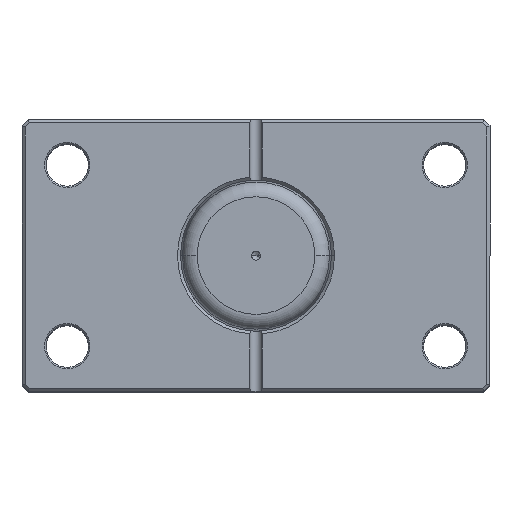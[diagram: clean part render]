
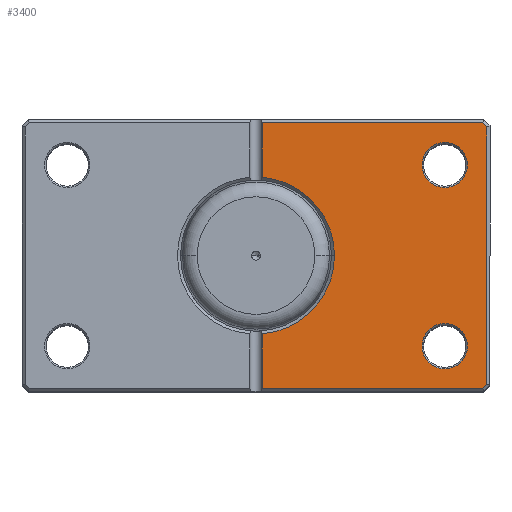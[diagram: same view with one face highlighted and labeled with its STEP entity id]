
A CAD part, top view. The second image highlights one B-rep face of the part: STEP entity #3400.
In plain terms, the highlighted face is planar.
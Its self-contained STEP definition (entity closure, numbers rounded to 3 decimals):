
#40 = VECTOR ( 'NONE', #460, 1000. ) ;
#74 = CARTESIAN_POINT ( 'NONE',  ( -2., 45., 0. ) ) ;
#203 = LINE ( 'NONE', #3898, #40 ) ;
#271 = CIRCLE ( 'NONE', #5450, 7.5 ) ;
#305 = VECTOR ( 'NONE', #4606, 1000. ) ;
#336 = EDGE_CURVE ( 'NONE', #5949, #742, #5454, .T. ) ;
#341 = AXIS2_PLACEMENT_3D ( 'NONE', #2292, #5620, #2787 ) ;
#460 = DIRECTION ( 'NONE',  ( 1., 0., 0. ) ) ;
#565 = DIRECTION ( 'NONE',  ( 0., -1., 0. ) ) ;
#600 = ORIENTED_EDGE ( 'NONE', *, *, #2199, .T. ) ;
#669 = CARTESIAN_POINT ( 'NONE',  ( -76.5, 42.586, 0. ) ) ;
#722 = LINE ( 'NONE', #5192, #5556 ) ;
#742 = VERTEX_POINT ( 'NONE', #669 ) ;
#770 = DIRECTION ( 'NONE',  ( 0., 0., 1. ) ) ;
#1178 = DIRECTION ( 'NONE',  ( -1., 0., 0. ) ) ;
#1227 = VECTOR ( 'NONE', #1178, 1000. ) ;
#1283 = ORIENTED_EDGE ( 'NONE', *, *, #1417, .T. ) ;
#1386 = LINE ( 'NONE', #4103, #1227 ) ;
#1417 = EDGE_CURVE ( 'NONE', #6180, #5868, #5820, .T. ) ;
#1446 = CARTESIAN_POINT ( 'NONE',  ( -62.5, 30., 0. ) ) ;
#1481 = EDGE_LOOP ( 'NONE', ( #4353, #2118 ) ) ;
#1496 = CARTESIAN_POINT ( 'NONE',  ( -2., -25.923, 0. ) ) ;
#1520 = CARTESIAN_POINT ( 'NONE',  ( -75.086, -44., 0. ) ) ;
#1525 = VERTEX_POINT ( 'NONE', #4326 ) ;
#1532 = FACE_OUTER_BOUND ( 'NONE', #3606, .T. ) ;
#1535 = ORIENTED_EDGE ( 'NONE', *, *, #5284, .T. ) ;
#1641 = CARTESIAN_POINT ( 'NONE',  ( -62.5, -30., 0. ) ) ;
#1675 = CARTESIAN_POINT ( 'NONE',  ( -2., 45., 0. ) ) ;
#1932 = DIRECTION ( 'NONE',  ( 1., 0., 0. ) ) ;
#1953 = CIRCLE ( 'NONE', #2886, 26. ) ;
#2016 = EDGE_CURVE ( 'NONE', #4337, #2740, #4497, .T. ) ;
#2074 = CARTESIAN_POINT ( 'NONE',  ( -62.5, -30., 0. ) ) ;
#2116 = DIRECTION ( 'NONE',  ( 1., 0., 0. ) ) ;
#2118 = ORIENTED_EDGE ( 'NONE', *, *, #2890, .T. ) ;
#2134 = CIRCLE ( 'NONE', #3157, 7.5 ) ;
#2199 = EDGE_CURVE ( 'NONE', #742, #2225, #4711, .T. ) ;
#2224 = ORIENTED_EDGE ( 'NONE', *, *, #3763, .T. ) ;
#2225 = VERTEX_POINT ( 'NONE', #2694 ) ;
#2292 = CARTESIAN_POINT ( 'NONE',  ( -62.5, 30., 0. ) ) ;
#2394 = ORIENTED_EDGE ( 'NONE', *, *, #3652, .T. ) ;
#2418 = VERTEX_POINT ( 'NONE', #3965 ) ;
#2427 = CARTESIAN_POINT ( 'NONE',  ( 0., 0., 0. ) ) ;
#2521 = VERTEX_POINT ( 'NONE', #5928 ) ;
#2558 = CARTESIAN_POINT ( 'NONE',  ( -55., 30., 0. ) ) ;
#2560 = DIRECTION ( 'NONE',  ( 1., 0., 0. ) ) ;
#2598 = EDGE_LOOP ( 'NONE', ( #2394, #4268 ) ) ;
#2607 = EDGE_CURVE ( 'NONE', #5868, #4131, #1386, .T. ) ;
#2643 = DIRECTION ( 'NONE',  ( 0., 0., 1. ) ) ;
#2694 = CARTESIAN_POINT ( 'NONE',  ( -75.086, 44., 0. ) ) ;
#2740 = VERTEX_POINT ( 'NONE', #4680 ) ;
#2787 = DIRECTION ( 'NONE',  ( 1., 0., 0. ) ) ;
#2823 = ORIENTED_EDGE ( 'NONE', *, *, #5203, .T. ) ;
#2886 = AXIS2_PLACEMENT_3D ( 'NONE', #3729, #770, #4210 ) ;
#2890 = EDGE_CURVE ( 'NONE', #4233, #6148, #2134, .T. ) ;
#2928 = DIRECTION ( 'NONE',  ( 0., 0., 1. ) ) ;
#3157 = AXIS2_PLACEMENT_3D ( 'NONE', #1446, #4823, #1932 ) ;
#3171 = DIRECTION ( 'NONE',  ( 0.707, 0.707, 0. ) ) ;
#3201 = ORIENTED_EDGE ( 'NONE', *, *, #2607, .T. ) ;
#3248 = AXIS2_PLACEMENT_3D ( 'NONE', #2427, #2928, #6266 ) ;
#3308 = FACE_BOUND ( 'NONE', #2598, .T. ) ;
#3337 = ORIENTED_EDGE ( 'NONE', *, *, #3412, .T. ) ;
#3400 = ADVANCED_FACE ( 'NONE', ( #3308, #5218, #1532 ), #5292, .F. ) ;
#3412 = EDGE_CURVE ( 'NONE', #2225, #1525, #203, .T. ) ;
#3427 = CARTESIAN_POINT ( 'NONE',  ( -70., 30., 0. ) ) ;
#3598 = VECTOR ( 'NONE', #6003, 1000. ) ;
#3604 = CARTESIAN_POINT ( 'NONE',  ( -76.5, 0., 0. ) ) ;
#3606 = EDGE_LOOP ( 'NONE', ( #2224, #1535, #2823, #1283, #3201, #4364, #6199, #600, #3337 ) ) ;
#3652 = EDGE_CURVE ( 'NONE', #2740, #4337, #271, .T. ) ;
#3705 = CARTESIAN_POINT ( 'NONE',  ( -2., -44., 0. ) ) ;
#3729 = CARTESIAN_POINT ( 'NONE',  ( 0., 0., 0. ) ) ;
#3763 = EDGE_CURVE ( 'NONE', #1525, #2418, #4847, .T. ) ;
#3882 = EDGE_CURVE ( 'NONE', #6148, #4233, #5493, .T. ) ;
#3898 = CARTESIAN_POINT ( 'NONE',  ( 0., 44., 0. ) ) ;
#3965 = CARTESIAN_POINT ( 'NONE',  ( -2., 25.923, 0. ) ) ;
#3988 = AXIS2_PLACEMENT_3D ( 'NONE', #5494, #2643, #6000 ) ;
#4103 = CARTESIAN_POINT ( 'NONE',  ( 0., -44., 0. ) ) ;
#4131 = VERTEX_POINT ( 'NONE', #1520 ) ;
#4155 = CARTESIAN_POINT ( 'NONE',  ( -59.543, 59.543, 0. ) ) ;
#4210 = DIRECTION ( 'NONE',  ( 1., 0., 0. ) ) ;
#4233 = VERTEX_POINT ( 'NONE', #2558 ) ;
#4268 = ORIENTED_EDGE ( 'NONE', *, *, #2016, .T. ) ;
#4326 = CARTESIAN_POINT ( 'NONE',  ( -2., 44., 0. ) ) ;
#4337 = VERTEX_POINT ( 'NONE', #5539 ) ;
#4353 = ORIENTED_EDGE ( 'NONE', *, *, #3882, .T. ) ;
#4364 = ORIENTED_EDGE ( 'NONE', *, *, #4520, .T. ) ;
#4497 = CIRCLE ( 'NONE', #4605, 7.5 ) ;
#4520 = EDGE_CURVE ( 'NONE', #4131, #5949, #722, .T. ) ;
#4605 = AXIS2_PLACEMENT_3D ( 'NONE', #2074, #5417, #2560 ) ;
#4606 = DIRECTION ( 'NONE',  ( 0., 1., 0. ) ) ;
#4680 = CARTESIAN_POINT ( 'NONE',  ( -70., -30., 0. ) ) ;
#4711 = LINE ( 'NONE', #4155, #4851 ) ;
#4823 = DIRECTION ( 'NONE',  ( 0., 0., 1. ) ) ;
#4847 = LINE ( 'NONE', #1675, #3598 ) ;
#4851 = VECTOR ( 'NONE', #3171, 1000. ) ;
#5008 = DIRECTION ( 'NONE',  ( 0., 0., 1. ) ) ;
#5119 = CIRCLE ( 'NONE', #3988, 26. ) ;
#5192 = CARTESIAN_POINT ( 'NONE',  ( -59.543, -59.543, 0. ) ) ;
#5203 = EDGE_CURVE ( 'NONE', #2521, #6180, #5119, .T. ) ;
#5218 = FACE_BOUND ( 'NONE', #1481, .T. ) ;
#5284 = EDGE_CURVE ( 'NONE', #2418, #2521, #1953, .T. ) ;
#5292 = PLANE ( 'NONE',  #3248 ) ;
#5417 = DIRECTION ( 'NONE',  ( 0., 0., 1. ) ) ;
#5450 = AXIS2_PLACEMENT_3D ( 'NONE', #1641, #5008, #2116 ) ;
#5454 = LINE ( 'NONE', #3604, #305 ) ;
#5493 = CIRCLE ( 'NONE', #341, 7.5 ) ;
#5494 = CARTESIAN_POINT ( 'NONE',  ( 0., 0., 0. ) ) ;
#5514 = VECTOR ( 'NONE', #565, 1000. ) ;
#5539 = CARTESIAN_POINT ( 'NONE',  ( -55., -30., 0. ) ) ;
#5556 = VECTOR ( 'NONE', #5665, 1000. ) ;
#5620 = DIRECTION ( 'NONE',  ( 0., 0., 1. ) ) ;
#5665 = DIRECTION ( 'NONE',  ( -0.707, 0.707, 0. ) ) ;
#5820 = LINE ( 'NONE', #74, #5514 ) ;
#5868 = VERTEX_POINT ( 'NONE', #3705 ) ;
#5928 = CARTESIAN_POINT ( 'NONE',  ( -26., 0., 0. ) ) ;
#5949 = VERTEX_POINT ( 'NONE', #6069 ) ;
#6000 = DIRECTION ( 'NONE',  ( 1., 0., 0. ) ) ;
#6003 = DIRECTION ( 'NONE',  ( 0., -1., 0. ) ) ;
#6069 = CARTESIAN_POINT ( 'NONE',  ( -76.5, -42.586, 0. ) ) ;
#6148 = VERTEX_POINT ( 'NONE', #3427 ) ;
#6180 = VERTEX_POINT ( 'NONE', #1496 ) ;
#6199 = ORIENTED_EDGE ( 'NONE', *, *, #336, .T. ) ;
#6266 = DIRECTION ( 'NONE',  ( 1., 0., 0. ) ) ;
